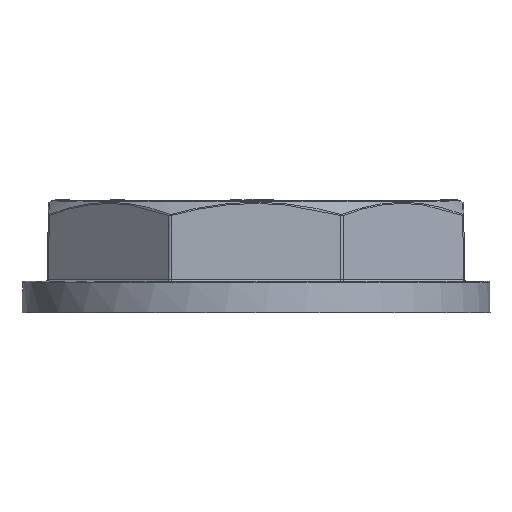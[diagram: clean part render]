
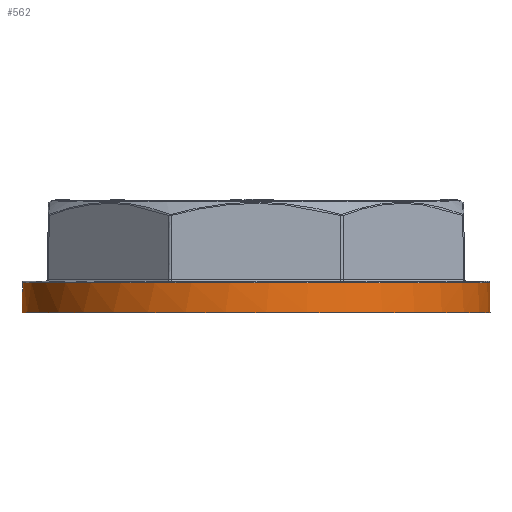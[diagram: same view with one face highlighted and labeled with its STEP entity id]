
A CAD part, front view. The second image highlights one B-rep face of the part: STEP entity #562.
In plain terms, the highlighted conical face has half-angle 1 degrees and reference radius 31.4 mm.
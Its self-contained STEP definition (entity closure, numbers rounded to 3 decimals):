
#111=CONICAL_SURFACE('',#5364,31.4,1.);
#174=FACE_BOUND('',#1213,.T.);
#175=FACE_BOUND('',#1214,.T.);
#260=CIRCLE('',#5347,31.4);
#266=CIRCLE('',#5359,31.33);
#562=ADVANCED_FACE('',(#174,#175),#111,.T.);
#1213=EDGE_LOOP('',(#2184));
#1214=EDGE_LOOP('',(#2185));
#2184=ORIENTED_EDGE('',*,*,#4016,.T.);
#2185=ORIENTED_EDGE('',*,*,#4002,.T.);
#3459=VERTEX_POINT('',#7678);
#3469=VERTEX_POINT('',#7732);
#4002=EDGE_CURVE('',#3459,#3459,#260,.T.);
#4016=EDGE_CURVE('',#3469,#3469,#266,.T.);
#5347=AXIS2_PLACEMENT_3D('',#7677,#5892,#5893);
#5359=AXIS2_PLACEMENT_3D('',#7731,#5920,#5921);
#5364=AXIS2_PLACEMENT_3D('',#8770,#5930,#5931);
#5892=DIRECTION('',(0.,0.,1.));
#5893=DIRECTION('',(0.383,-0.924,0.));
#5920=DIRECTION('',(0.,0.,-1.));
#5921=DIRECTION('',(0.,1.,0.));
#5930=DIRECTION('',(0.,0.,-1.));
#5931=DIRECTION('',(0.383,-0.924,0.));
#7677=CARTESIAN_POINT('',(0.,59.36,0.));
#7678=CARTESIAN_POINT('',(12.016,30.35,0.));
#7731=CARTESIAN_POINT('',(0.,59.36,4.003));
#7732=CARTESIAN_POINT('',(0.,90.69,4.003));
#8770=CARTESIAN_POINT('',(0.,59.36,0.));
